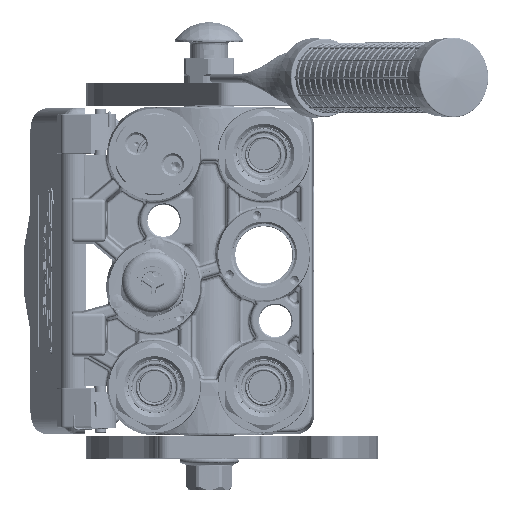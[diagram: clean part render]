
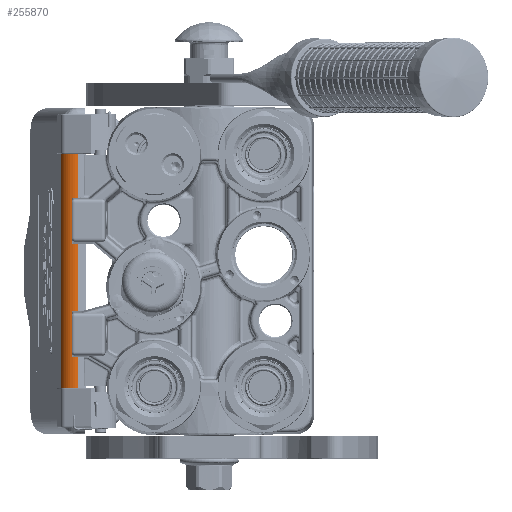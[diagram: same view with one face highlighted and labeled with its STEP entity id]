
A CAD part, top view. The second image highlights one B-rep face of the part: STEP entity #255870.
In plain terms, the highlighted cylindrical face has radius 6.5 mm (diameter 13 mm), a partial arc.
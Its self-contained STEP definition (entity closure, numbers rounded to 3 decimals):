
#1394 = CARTESIAN_POINT ( 'NONE',  ( 3.859, -51.25, -9.44 ) ) ;
#7360 = VERTEX_POINT ( 'NONE', #295967 ) ;
#7600 = CARTESIAN_POINT ( 'NONE',  ( 6.5, -52.697, -10. ) ) ;
#9913 = CARTESIAN_POINT ( 'NONE',  ( 4.105, 51.251, -9.548 ) ) ;
#12617 = EDGE_CURVE ( 'NONE', #90833, #78843, #272802, .T. ) ;
#28220 = ORIENTED_EDGE ( 'NONE', *, *, #186957, .T. ) ;
#32291 = CARTESIAN_POINT ( 'NONE',  ( 3.859, -51.25, -9.44 ) ) ;
#33899 = CARTESIAN_POINT ( 'NONE',  ( 6.5, 52.697, -10. ) ) ;
#34985 = ORIENTED_EDGE ( 'NONE', *, *, #39592, .F. ) ;
#35731 = CARTESIAN_POINT ( 'NONE',  ( 6.5, 51.25, -3.5 ) ) ;
#39592 = EDGE_CURVE ( 'NONE', #7360, #42233, #74338, .T. ) ;
#42233 = VERTEX_POINT ( 'NONE', #32291 ) ;
#46192 = DIRECTION ( 'NONE',  ( 0., -1., 0. ) ) ;
#66509 = CARTESIAN_POINT ( 'NONE',  ( 0., 51.25, -3.5 ) ) ;
#70257 = CARTESIAN_POINT ( 'NONE',  ( 5.436, -51.713, -9.913 ) ) ;
#71299 = CARTESIAN_POINT ( 'NONE',  ( 4.35, -51.253, -9.658 ) ) ;
#74236 = ORIENTED_EDGE ( 'NONE', *, *, #102947, .F. ) ;
#74338 = CIRCLE ( 'NONE', #139501, 6.5 ) ;
#75037 = LINE ( 'NONE', #227468, #268417 ) ;
#77071 = EDGE_CURVE ( 'NONE', #78843, #261901, #78344, .T. ) ;
#78344 = LINE ( 'NONE', #98942, #257025 ) ;
#78843 = VERTEX_POINT ( 'NONE', #247862 ) ;
#79676 = ORIENTED_EDGE ( 'NONE', *, *, #188461, .T. ) ;
#84424 = CYLINDRICAL_SURFACE ( 'NONE', #107677, 6.5 ) ;
#85757 = DIRECTION ( 'NONE',  ( 0., -1., 0. ) ) ;
#90833 = VERTEX_POINT ( 'NONE', #294120 ) ;
#94241 = CARTESIAN_POINT ( 'NONE',  ( 5.549, -51.783, -9.93 ) ) ;
#96309 = CARTESIAN_POINT ( 'NONE',  ( 5.87, -52.015, -9.97 ) ) ;
#98942 = CARTESIAN_POINT ( 'NONE',  ( 6.5, 52.697, -10. ) ) ;
#102947 = EDGE_CURVE ( 'NONE', #250566, #7360, #75037, .T. ) ;
#105791 = CARTESIAN_POINT ( 'NONE',  ( 5.08, 51.526, -9.843 ) ) ;
#107677 = AXIS2_PLACEMENT_3D ( 'NONE', #177052, #248889, #227000 ) ;
#131841 = DIRECTION ( 'NONE',  ( 0., -1., 0. ) ) ;
#139501 = AXIS2_PLACEMENT_3D ( 'NONE', #212587, #46192, #187600 ) ;
#159624 = EDGE_LOOP ( 'NONE', ( #28220, #34985, #74236, #79676, #250659, #228256 ) ) ;
#163710 = B_SPLINE_CURVE_WITH_KNOTS ( 'NONE', 3,
 ( #215765, #263680, #211653, #96309, #262641, #236661, #94241, #70257, #306491, #260573, #71299, #1394 ),
 .UNSPECIFIED., .F., .F.,
 ( 4, 2, 2, 2, 2, 4 ),
 ( 0., 0.25, 0.375, 0.437, 0.5, 1. ),
 .UNSPECIFIED. ) ;
#175396 = CARTESIAN_POINT ( 'NONE',  ( 6.186, 52.254, -10. ) ) ;
#176409 = CARTESIAN_POINT ( 'NONE',  ( 4.351, 51.285, -9.64 ) ) ;
#177052 = CARTESIAN_POINT ( 'NONE',  ( 6.5, 257.915, -3.5 ) ) ;
#180226 = DIRECTION ( 'NONE',  ( -1., 0., 0. ) ) ;
#186957 = EDGE_CURVE ( 'NONE', #261901, #42233, #163710, .T. ) ;
#187600 = DIRECTION ( 'NONE',  ( -1., 0., 0. ) ) ;
#188461 = EDGE_CURVE ( 'NONE', #250566, #90833, #266881, .T. ) ;
#211653 = CARTESIAN_POINT ( 'NONE',  ( 6.165, -52.278, -9.994 ) ) ;
#212587 = CARTESIAN_POINT ( 'NONE',  ( 6.5, -51.25, -3.5 ) ) ;
#215765 = CARTESIAN_POINT ( 'NONE',  ( 6.5, -52.697, -10. ) ) ;
#216362 = DIRECTION ( 'NONE',  ( 0., -1., 0. ) ) ;
#218278 = FACE_OUTER_BOUND ( 'NONE', #159624, .T. ) ;
#224283 = CARTESIAN_POINT ( 'NONE',  ( 3.859, 51.25, -9.44 ) ) ;
#227000 = DIRECTION ( 'NONE',  ( -1., 0., 0. ) ) ;
#227468 = CARTESIAN_POINT ( 'NONE',  ( 0., 51.25, -3.5 ) ) ;
#228256 = ORIENTED_EDGE ( 'NONE', *, *, #77071, .T. ) ;
#236661 = CARTESIAN_POINT ( 'NONE',  ( 5.604, -51.819, -9.938 ) ) ;
#247862 = CARTESIAN_POINT ( 'NONE',  ( 6.5, 52.697, -10. ) ) ;
#248233 = CARTESIAN_POINT ( 'NONE',  ( 5.02, 51.499, -9.83 ) ) ;
#248889 = DIRECTION ( 'NONE',  ( 0., 1., 0. ) ) ;
#250281 = CARTESIAN_POINT ( 'NONE',  ( 4.839, 51.425, -9.785 ) ) ;
#250566 = VERTEX_POINT ( 'NONE', #66509 ) ;
#250659 = ORIENTED_EDGE ( 'NONE', *, *, #12617, .T. ) ;
#255870 = ADVANCED_FACE ( 'NONE', ( #218278 ), #84424, .T. ) ;
#257025 = VECTOR ( 'NONE', #216362, 1000. ) ;
#260573 = CARTESIAN_POINT ( 'NONE',  ( 4.843, -51.385, -9.804 ) ) ;
#261901 = VERTEX_POINT ( 'NONE', #7600 ) ;
#262641 = CARTESIAN_POINT ( 'NONE',  ( 5.766, -51.933, -9.959 ) ) ;
#263680 = CARTESIAN_POINT ( 'NONE',  ( 6.343, -52.476, -10. ) ) ;
#266881 = CIRCLE ( 'NONE', #292932, 6.5 ) ;
#268417 = VECTOR ( 'NONE', #131841, 1000. ) ;
#271145 = CARTESIAN_POINT ( 'NONE',  ( 5.2, 51.583, -9.869 ) ) ;
#272174 = CARTESIAN_POINT ( 'NONE',  ( 5.789, 51.904, -9.979 ) ) ;
#272802 = B_SPLINE_CURVE_WITH_KNOTS ( 'NONE', 3,
 ( #224283, #9913, #176409, #297196, #250281, #248233, #105791, #271145, #295138, #272174, #175396, #33899 ),
 .UNSPECIFIED., .F., .F.,
 ( 4, 2, 2, 2, 2, 4 ),
 ( 0., 0.25, 0.375, 0.438, 0.5, 1. ),
 .UNSPECIFIED. ) ;
#292932 = AXIS2_PLACEMENT_3D ( 'NONE', #35731, #85757, #180226 ) ;
#294120 = CARTESIAN_POINT ( 'NONE',  ( 3.859, 51.25, -9.44 ) ) ;
#295138 = CARTESIAN_POINT ( 'NONE',  ( 5.261, 51.615, -9.881 ) ) ;
#295967 = CARTESIAN_POINT ( 'NONE',  ( 0., -51.25, -3.5 ) ) ;
#297196 = CARTESIAN_POINT ( 'NONE',  ( 4.717, 51.384, -9.752 ) ) ;
#306491 = CARTESIAN_POINT ( 'NONE',  ( 5.38, -51.68, -9.903 ) ) ;
